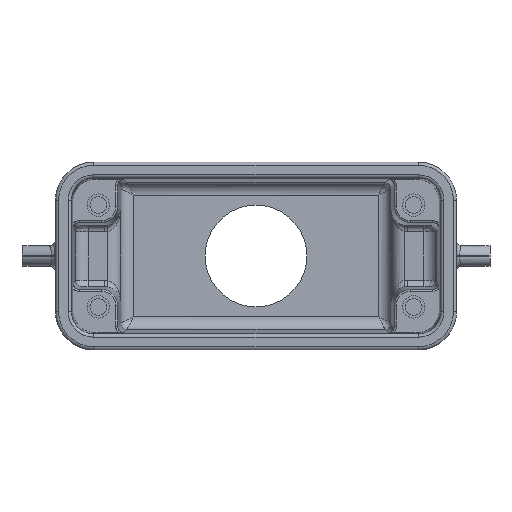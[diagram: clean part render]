
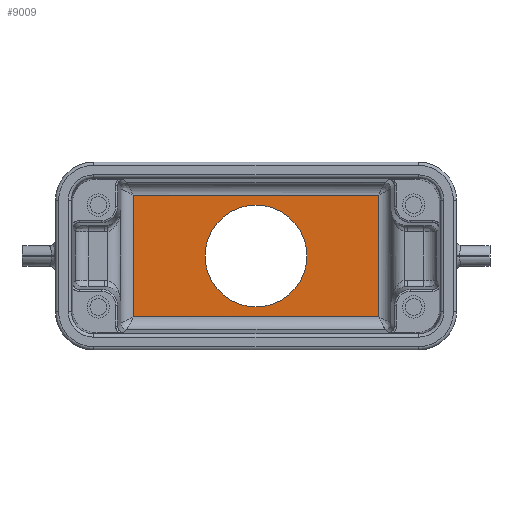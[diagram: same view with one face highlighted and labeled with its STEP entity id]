
A CAD part, front view. The second image highlights one B-rep face of the part: STEP entity #9009.
In plain terms, the highlighted planar face has unit normal (0, -1, 0).
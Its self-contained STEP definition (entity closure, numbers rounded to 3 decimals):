
#865=CARTESIAN_POINT('',(19.261,42.,-9.551));
#871=DIRECTION('',(0.,0.,-1.));
#872=VECTOR('',#871,19.103);
#873=CARTESIAN_POINT('',(19.261,42.,9.551));
#874=LINE('',#873,#872);
#906=DIRECTION('',(-1.,0.,0.));
#907=VECTOR('',#906,38.522);
#908=CARTESIAN_POINT('',(19.261,42.,-9.551));
#909=LINE('',#908,#907);
#1084=CARTESIAN_POINT('',(19.261,42.,9.551));
#1094=DIRECTION('',(1.,0.,0.));
#1095=VECTOR('',#1094,38.522);
#1096=CARTESIAN_POINT('',(-19.261,42.,9.551));
#1097=LINE('',#1096,#1095);
#1098=CARTESIAN_POINT('',(0.,42.,0.));
#1099=DIRECTION('',(0.,1.,0.));
#1100=DIRECTION('',(0.,0.,-1.));
#1101=AXIS2_PLACEMENT_3D('',#1098,#1099,#1100);
#1103=CARTESIAN_POINT('',(0.,42.,0.));
#1104=DIRECTION('',(0.,1.,0.));
#1105=DIRECTION('',(0.,0.,1.));
#1106=AXIS2_PLACEMENT_3D('',#1103,#1104,#1105);
#1118=DIRECTION('',(0.,0.,1.));
#1119=VECTOR('',#1118,19.103);
#1120=CARTESIAN_POINT('',(-19.261,42.,-9.551));
#1121=LINE('',#1120,#1119);
#5776=VERTEX_POINT('',#1084);
#6204=CARTESIAN_POINT('',(-19.261,42.,-9.551));
#6205=CARTESIAN_POINT('',(-19.261,42.,9.551));
#6206=VERTEX_POINT('',#6204);
#6207=VERTEX_POINT('',#6205);
#6211=VERTEX_POINT('',#865);
#6257=CARTESIAN_POINT('',(0.,42.,8.));
#6258=CARTESIAN_POINT('',(0.,42.,-8.));
#6259=VERTEX_POINT('',#6257);
#6260=VERTEX_POINT('',#6258);
#8991=CARTESIAN_POINT('',(0.,42.,0.));
#8992=DIRECTION('',(0.,-1.,0.));
#8993=DIRECTION('',(0.,0.,-1.));
#8994=AXIS2_PLACEMENT_3D('',#8991,#8992,#8993);
#8995=PLANE('',#8994);
#8996=ORIENTED_EDGE('',*,*,#8532,.T.);
#8998=ORIENTED_EDGE('',*,*,#8997,.T.);
#8999=ORIENTED_EDGE('',*,*,#8986,.T.);
#9000=ORIENTED_EDGE('',*,*,#8453,.T.);
#9001=EDGE_LOOP('',(#8996,#8998,#8999,#9000));
#9002=FACE_OUTER_BOUND('',#9001,.F.);
#9004=ORIENTED_EDGE('',*,*,#9003,.F.);
#9006=ORIENTED_EDGE('',*,*,#9005,.F.);
#9007=EDGE_LOOP('',(#9004,#9006));
#9008=FACE_BOUND('',#9007,.F.);
#9009=ADVANCED_FACE('',(#9002,#9008),#8995,.T.);
#1102=CIRCLE('',#1101,8.);
#1107=CIRCLE('',#1106,8.);
#8453=EDGE_CURVE('',#5776,#6211,#874,.T.);
#8532=EDGE_CURVE('',#6211,#6206,#909,.T.);
#8986=EDGE_CURVE('',#6207,#5776,#1097,.T.);
#8997=EDGE_CURVE('',#6206,#6207,#1121,.T.);
#9003=EDGE_CURVE('',#6260,#6259,#1102,.T.);
#9005=EDGE_CURVE('',#6259,#6260,#1107,.T.);
